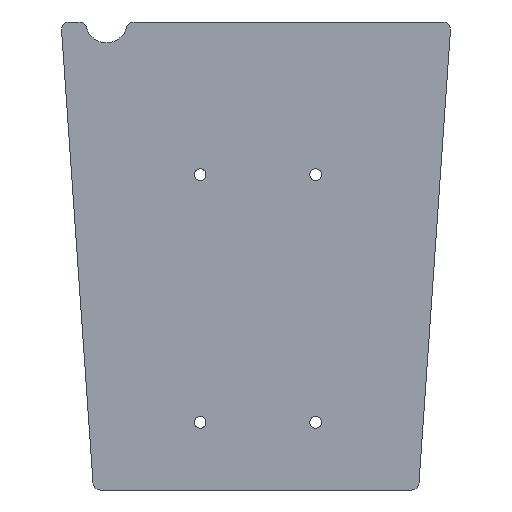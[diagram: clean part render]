
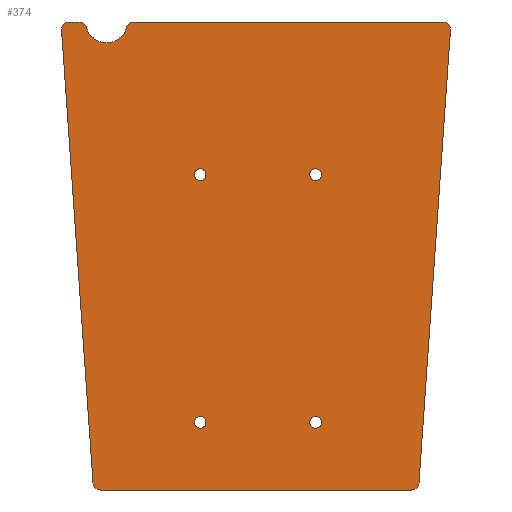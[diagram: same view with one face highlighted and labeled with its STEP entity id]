
A CAD part, front view. The second image highlights one B-rep face of the part: STEP entity #374.
In plain terms, the highlighted planar face has unit normal (0, -1, 0).
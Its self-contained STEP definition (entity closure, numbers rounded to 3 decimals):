
#15=FACE_BOUND('',#69,.T.);
#16=FACE_BOUND('',#70,.T.);
#17=FACE_BOUND('',#71,.T.);
#18=FACE_BOUND('',#72,.T.);
#19=FACE_BOUND('',#73,.T.);
#30=PLANE('',#431);
#49=FACE_OUTER_BOUND('',#68,.T.);
#68=EDGE_LOOP('',(#311,#312,#313,#314,#315,#316,#317,#318,#319,#320,#321,
#322));
#69=EDGE_LOOP('',(#323));
#70=EDGE_LOOP('',(#324));
#71=EDGE_LOOP('',(#325));
#72=EDGE_LOOP('',(#326));
#73=EDGE_LOOP('',(#327));
#89=LINE('',#593,#116);
#93=LINE('',#605,#120);
#99=LINE('',#629,#126);
#103=LINE('',#641,#130);
#106=LINE('',#650,#133);
#116=VECTOR('',#482,1000.);
#120=VECTOR('',#494,1000.);
#126=VECTOR('',#520,1000.);
#130=VECTOR('',#532,1000.);
#133=VECTOR('',#543,1000.);
#135=CIRCLE('',#392,2.25);
#137=CIRCLE('',#395,2.25);
#139=CIRCLE('',#398,2.25);
#141=CIRCLE('',#401,2.25);
#142=CIRCLE('',#403,0.);
#145=CIRCLE('',#407,3.);
#147=CIRCLE('',#411,3.);
#149=CIRCLE('',#415,3.);
#151=CIRCLE('',#418,8.);
#153=CIRCLE('',#421,3.);
#155=CIRCLE('',#425,3.);
#157=CIRCLE('',#429,3.);
#159=VERTEX_POINT('',#552);
#161=VERTEX_POINT('',#558);
#163=VERTEX_POINT('',#564);
#165=VERTEX_POINT('',#570);
#166=VERTEX_POINT('',#574);
#170=VERTEX_POINT('',#583);
#171=VERTEX_POINT('',#585);
#173=VERTEX_POINT('',#591);
#175=VERTEX_POINT('',#597);
#177=VERTEX_POINT('',#603);
#179=VERTEX_POINT('',#609);
#181=VERTEX_POINT('',#615);
#183=VERTEX_POINT('',#621);
#185=VERTEX_POINT('',#627);
#187=VERTEX_POINT('',#633);
#189=VERTEX_POINT('',#639);
#191=VERTEX_POINT('',#645);
#194=EDGE_CURVE('',#159,#159,#135,.T.);
#197=EDGE_CURVE('',#161,#161,#137,.T.);
#200=EDGE_CURVE('',#163,#163,#139,.T.);
#203=EDGE_CURVE('',#165,#165,#141,.T.);
#204=EDGE_CURVE('',#166,#166,#142,.T.);
#209=EDGE_CURVE('',#170,#171,#145,.T.);
#213=EDGE_CURVE('',#173,#170,#89,.T.);
#216=EDGE_CURVE('',#175,#173,#147,.T.);
#219=EDGE_CURVE('',#177,#175,#93,.T.);
#222=EDGE_CURVE('',#179,#177,#149,.T.);
#225=EDGE_CURVE('',#181,#179,#151,.T.);
#228=EDGE_CURVE('',#183,#181,#153,.T.);
#231=EDGE_CURVE('',#185,#183,#99,.T.);
#234=EDGE_CURVE('',#187,#185,#155,.T.);
#237=EDGE_CURVE('',#189,#187,#103,.T.);
#240=EDGE_CURVE('',#191,#189,#157,.T.);
#242=EDGE_CURVE('',#171,#191,#106,.T.);
#311=ORIENTED_EDGE('',*,*,#209,.F.);
#312=ORIENTED_EDGE('',*,*,#213,.F.);
#313=ORIENTED_EDGE('',*,*,#216,.F.);
#314=ORIENTED_EDGE('',*,*,#219,.F.);
#315=ORIENTED_EDGE('',*,*,#222,.F.);
#316=ORIENTED_EDGE('',*,*,#225,.F.);
#317=ORIENTED_EDGE('',*,*,#228,.F.);
#318=ORIENTED_EDGE('',*,*,#231,.F.);
#319=ORIENTED_EDGE('',*,*,#234,.F.);
#320=ORIENTED_EDGE('',*,*,#237,.F.);
#321=ORIENTED_EDGE('',*,*,#240,.F.);
#322=ORIENTED_EDGE('',*,*,#242,.F.);
#323=ORIENTED_EDGE('',*,*,#194,.T.);
#324=ORIENTED_EDGE('',*,*,#197,.T.);
#325=ORIENTED_EDGE('',*,*,#200,.T.);
#326=ORIENTED_EDGE('',*,*,#203,.T.);
#327=ORIENTED_EDGE('',*,*,#204,.T.);
#374=ADVANCED_FACE('',(#49,#15,#16,#17,#18,#19),#30,.T.);
#392=AXIS2_PLACEMENT_3D('',#554,#440,#441);
#395=AXIS2_PLACEMENT_3D('',#560,#447,#448);
#398=AXIS2_PLACEMENT_3D('',#566,#454,#455);
#401=AXIS2_PLACEMENT_3D('',#572,#461,#462);
#403=AXIS2_PLACEMENT_3D('',#575,#465,#466);
#407=AXIS2_PLACEMENT_3D('',#586,#475,#476);
#411=AXIS2_PLACEMENT_3D('',#599,#488,#489);
#415=AXIS2_PLACEMENT_3D('',#611,#500,#501);
#418=AXIS2_PLACEMENT_3D('',#617,#507,#508);
#421=AXIS2_PLACEMENT_3D('',#623,#514,#515);
#425=AXIS2_PLACEMENT_3D('',#635,#526,#527);
#429=AXIS2_PLACEMENT_3D('',#647,#538,#539);
#431=AXIS2_PLACEMENT_3D('',#651,#544,#545);
#440=DIRECTION('center_axis',(0.,1.,0.));
#441=DIRECTION('ref_axis',(-1.,0.,0.));
#447=DIRECTION('center_axis',(0.,1.,0.));
#448=DIRECTION('ref_axis',(-1.,0.,0.));
#454=DIRECTION('center_axis',(0.,1.,0.));
#455=DIRECTION('ref_axis',(-1.,0.,0.));
#461=DIRECTION('center_axis',(0.,1.,0.));
#462=DIRECTION('ref_axis',(-1.,0.,0.));
#465=DIRECTION('center_axis',(0.,1.,0.));
#466=DIRECTION('ref_axis',(0.,0.,1.));
#475=DIRECTION('center_axis',(0.,1.,0.));
#476=DIRECTION('ref_axis',(0.,0.,-1.));
#482=DIRECTION('',(-0.069,0.,-0.998));
#488=DIRECTION('center_axis',(0.,1.,0.));
#489=DIRECTION('ref_axis',(0.,0.,1.));
#494=DIRECTION('',(1.,0.,0.));
#500=DIRECTION('center_axis',(0.,1.,0.));
#501=DIRECTION('ref_axis',(0.,0.,1.));
#507=DIRECTION('center_axis',(0.,-1.,0.));
#508=DIRECTION('ref_axis',(0.,0.,-1.));
#514=DIRECTION('center_axis',(0.,1.,0.));
#515=DIRECTION('ref_axis',(0.,0.,-1.));
#520=DIRECTION('',(1.,0.,0.));
#526=DIRECTION('center_axis',(0.,1.,0.));
#527=DIRECTION('ref_axis',(0.,0.,1.));
#532=DIRECTION('',(-0.069,0.,0.998));
#538=DIRECTION('center_axis',(0.,1.,0.));
#539=DIRECTION('ref_axis',(0.,0.,1.));
#543=DIRECTION('',(-1.,0.,0.));
#544=DIRECTION('center_axis',(0.,-1.,0.));
#545=DIRECTION('ref_axis',(0.,0.,-1.));
#552=CARTESIAN_POINT('',(25.2,-0.5,-24.));
#554=CARTESIAN_POINT('Origin',(22.95,-0.5,-24.));
#558=CARTESIAN_POINT('',(25.2,-0.5,71.25));
#560=CARTESIAN_POINT('Origin',(22.95,-0.5,71.25));
#564=CARTESIAN_POINT('',(-19.25,-0.5,-24.));
#566=CARTESIAN_POINT('Origin',(-21.5,-0.5,-24.));
#570=CARTESIAN_POINT('',(-19.25,-0.5,71.25));
#572=CARTESIAN_POINT('Origin',(-21.5,-0.5,71.25));
#574=CARTESIAN_POINT('',(0.,-0.5,0.));
#575=CARTESIAN_POINT('Origin',(0.,-0.5,0.));
#583=CARTESIAN_POINT('',(62.694,-0.5,-47.208));
#585=CARTESIAN_POINT('',(59.701,-0.5,-50.));
#586=CARTESIAN_POINT('Origin',(59.701,-0.5,-47.));
#591=CARTESIAN_POINT('',(74.777,-0.5,126.792));
#593=CARTESIAN_POINT('',(74.777,-0.5,126.792));
#597=CARTESIAN_POINT('',(71.784,-0.5,130.));
#599=CARTESIAN_POINT('Origin',(71.784,-0.5,127.));
#603=CARTESIAN_POINT('',(-46.917,-0.5,130.));
#605=CARTESIAN_POINT('',(-46.917,-0.5,130.));
#609=CARTESIAN_POINT('',(-49.803,-0.5,127.818));
#611=CARTESIAN_POINT('Origin',(-46.917,-0.5,127.));
#615=CARTESIAN_POINT('',(-65.197,-0.5,127.818));
#617=CARTESIAN_POINT('Origin',(-57.5,-0.5,130.));
#621=CARTESIAN_POINT('',(-68.083,-0.5,130.));
#623=CARTESIAN_POINT('Origin',(-68.083,-0.5,127.));
#627=CARTESIAN_POINT('',(-71.784,-0.5,130.));
#629=CARTESIAN_POINT('',(-71.784,-0.5,130.));
#633=CARTESIAN_POINT('',(-74.777,-0.5,126.792));
#635=CARTESIAN_POINT('Origin',(-71.784,-0.5,127.));
#639=CARTESIAN_POINT('',(-62.694,-0.5,-47.208));
#641=CARTESIAN_POINT('',(-62.694,-0.5,-47.208));
#645=CARTESIAN_POINT('',(-59.701,-0.5,-50.));
#647=CARTESIAN_POINT('Origin',(-59.701,-0.5,-47.));
#650=CARTESIAN_POINT('',(59.701,-0.5,-50.));
#651=CARTESIAN_POINT('Origin',(59.701,-0.5,-47.));
